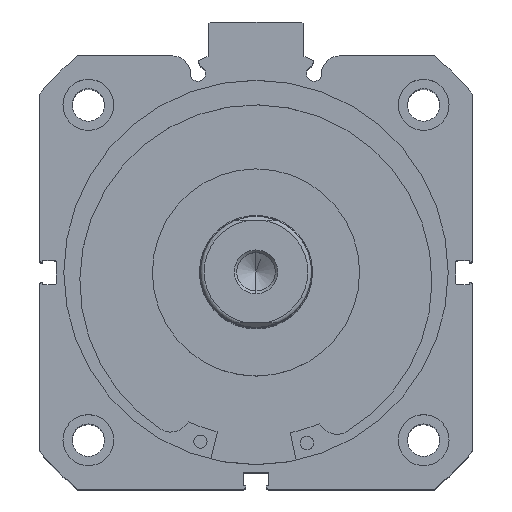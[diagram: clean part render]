
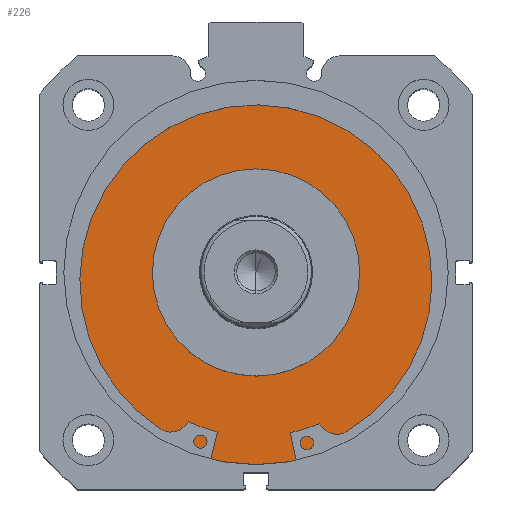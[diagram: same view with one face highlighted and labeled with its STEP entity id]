
A CAD part, top view. The second image highlights one B-rep face of the part: STEP entity #226.
In plain terms, the highlighted face is planar.
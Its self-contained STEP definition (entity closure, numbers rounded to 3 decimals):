
#65 = EDGE_CURVE ( 'NONE', #7082, #7079, #652, .T. ) ;
#226 = ADVANCED_FACE ( 'NONE', ( #912, #911 ), #2389, .F. ) ;
#652 = CIRCLE ( 'NONE', #5311, 27.5 ) ;
#911 = FACE_OUTER_BOUND ( 'NONE', #1576, .T. ) ;
#912 = FACE_BOUND ( 'NONE', #1670, .T. ) ;
#1306 = CIRCLE ( 'NONE', #5774, 51. ) ;
#1576 = EDGE_LOOP ( 'NONE', ( #1784, #1787 ) ) ;
#1670 = EDGE_LOOP ( 'NONE', ( #1729, #1770 ) ) ;
#1729 = ORIENTED_EDGE ( 'NONE', *, *, #6304, .F. ) ;
#1770 = ORIENTED_EDGE ( 'NONE', *, *, #65, .F. ) ;
#1784 = ORIENTED_EDGE ( 'NONE', *, *, #5230, .T. ) ;
#1787 = ORIENTED_EDGE ( 'NONE', *, *, #4975, .T. ) ;
#1836 = CARTESIAN_POINT ( 'NONE',  ( 5.5, 0., 0. ) ) ;
#1837 = DIRECTION ( 'NONE',  ( -1., 0., 0. ) ) ;
#1838 = DIRECTION ( 'NONE',  ( 0., 0., 1. ) ) ;
#2347 = CARTESIAN_POINT ( 'NONE',  ( 5.5, 51., 0. ) ) ;
#2389 = PLANE ( 'NONE',  #5431 ) ;
#2390 = DIRECTION ( 'NONE',  ( 1., 0., 0. ) ) ;
#2391 = DIRECTION ( 'NONE',  ( 0., 0., -1. ) ) ;
#3060 = CARTESIAN_POINT ( 'NONE',  ( 5.5, 0., 0. ) ) ;
#3061 = DIRECTION ( 'NONE',  ( -1., 0., 0. ) ) ;
#3062 = DIRECTION ( 'NONE',  ( 0., 0., 1. ) ) ;
#3552 = CARTESIAN_POINT ( 'NONE',  ( 5.5, 0., 0. ) ) ;
#3559 = DIRECTION ( 'NONE',  ( -1., 0., 0. ) ) ;
#3560 = DIRECTION ( 'NONE',  ( 0., 0., 1. ) ) ;
#4092 = CARTESIAN_POINT ( 'NONE',  ( 5.5, 0., 0. ) ) ;
#4105 = DIRECTION ( 'NONE',  ( -1., 0., 0. ) ) ;
#4106 = DIRECTION ( 'NONE',  ( 0., 0., 1. ) ) ;
#4218 = CARTESIAN_POINT ( 'NONE',  ( 5.5, 0., 51. ) ) ;
#4223 = CARTESIAN_POINT ( 'NONE',  ( 5.5, 0., 27.5 ) ) ;
#4226 = CARTESIAN_POINT ( 'NONE',  ( 5.5, 0., -27.5 ) ) ;
#4273 = CARTESIAN_POINT ( 'NONE',  ( 5.5, 0., -51. ) ) ;
#4492 = CIRCLE ( 'NONE', #5939, 51. ) ;
#4766 = CIRCLE ( 'NONE', #6026, 27.5 ) ;
#4975 = EDGE_CURVE ( 'NONE', #7130, #7074, #1306, .T. ) ;
#5230 = EDGE_CURVE ( 'NONE', #7074, #7130, #4492, .T. ) ;
#5311 = AXIS2_PLACEMENT_3D ( 'NONE', #1836, #1837, #1838 ) ;
#5431 = AXIS2_PLACEMENT_3D ( 'NONE', #2347, #2390, #2391 ) ;
#5774 = AXIS2_PLACEMENT_3D ( 'NONE', #3060, #3061, #3062 ) ;
#5939 = AXIS2_PLACEMENT_3D ( 'NONE', #3552, #3559, #3560 ) ;
#6026 = AXIS2_PLACEMENT_3D ( 'NONE', #4092, #4105, #4106 ) ;
#6304 = EDGE_CURVE ( 'NONE', #7079, #7082, #4766, .T. ) ;
#7074 = VERTEX_POINT ( 'NONE', #4218 ) ;
#7079 = VERTEX_POINT ( 'NONE', #4223 ) ;
#7082 = VERTEX_POINT ( 'NONE', #4226 ) ;
#7130 = VERTEX_POINT ( 'NONE', #4273 ) ;
